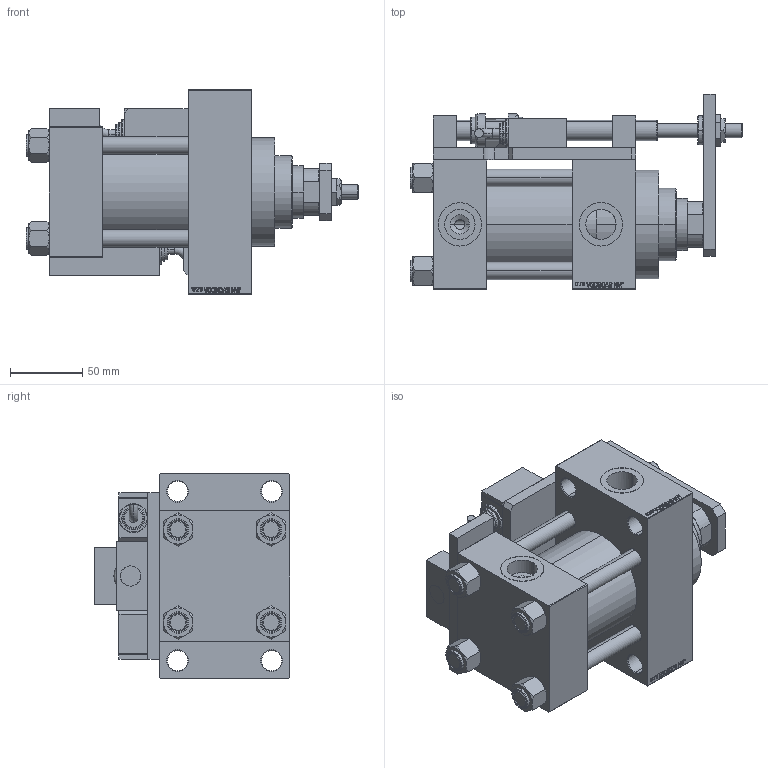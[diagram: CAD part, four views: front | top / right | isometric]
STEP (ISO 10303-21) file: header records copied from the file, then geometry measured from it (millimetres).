
FILE_DESCRIPTION (( 'STEP AP203' ), '1' );
FILE_NAME ('42c5.STEP', '2022-04-16T21:04:07', ( '' ), ( '' ), 'SwSTEP 2.0', 'SolidWorks 2019', '' );
FILE_SCHEMA (( 'CONFIG_CONTROL_DESIGN' ));
Length unit declared in the file: millimetre
Products named in the file (17): V215CD_SWITCH_Q_PODLOZKA_FRONT ca4b738e20f0c1aa70f2257511988259; V215CD_D_TYCINKA ca4b738e20f0c1aa70f2257511988259; V215CD_SWITCH_Q_BLOK ca4b738e20f0c1aa70f2257511988259; V215CD_D_Body ca4b738e20f0c1aa70f2257511988259; V215CD_SWITCH_Q_ZARAZKA ca4b738e20f0c1aa70f2257511988259; V215CD_SWITCH_Q_DIMA ca4b738e20f0c1aa70f2257511988259; Zatka_pro_OIL_PORT ca4b738e20f0c1aa70f2257511988259; V215CD_VC_A ca4b738e20f0c1aa70f2257511988259; V215CD_SWITCH_Q_TYC ca4b738e20f0c1aa70f2257511988259; V215CD_SWITCH_Q_NUT ca4b738e20f0c1aa70f2257511988259; 42c5; V215CD_NUT_M5_D ca4b738e20f0c1aa70f2257511988259; V215CD_VCP_D ca4b738e20f0c1aa70f2257511988259; V215CD_SWITCH_Q_PODLOZKA_BACK ca4b738e20f0c1aa70f2257511988259; V215CD_SWITCH_Q_SWITCH ca4b738e20f0c1aa70f2257511988259; V215CD_SWITCH_Q_NUT10 ca4b738e20f0c1aa70f2257511988259; V215CD_SWITCH_Q_MAGNET ca4b738e20f0c1aa70f2257511988259
Assembly tree (25 placements, depth 2):
  42c5
    V215CD_D_Body ca4b738e20f0c1aa70f2257511988259
    V215CD_VC_A ca4b738e20f0c1aa70f2257511988259
    V215CD_VCP_D ca4b738e20f0c1aa70f2257511988259
    V215CD_D_TYCINKA ca4b738e20f0c1aa70f2257511988259  x4
    V215CD_NUT_M5_D ca4b738e20f0c1aa70f2257511988259  x4
    V215CD_SWITCH_Q_BLOK ca4b738e20f0c1aa70f2257511988259  x2
    V215CD_SWITCH_Q_DIMA ca4b738e20f0c1aa70f2257511988259
    V215CD_SWITCH_Q_MAGNET ca4b738e20f0c1aa70f2257511988259  x2
    V215CD_SWITCH_Q_NUT ca4b738e20f0c1aa70f2257511988259
    V215CD_SWITCH_Q_NUT10 ca4b738e20f0c1aa70f2257511988259
    V215CD_SWITCH_Q_PODLOZKA_BACK ca4b738e20f0c1aa70f2257511988259
    V215CD_SWITCH_Q_PODLOZKA_FRONT ca4b738e20f0c1aa70f2257511988259
    V215CD_SWITCH_Q_SWITCH ca4b738e20f0c1aa70f2257511988259  x2
    V215CD_SWITCH_Q_TYC ca4b738e20f0c1aa70f2257511988259
    V215CD_SWITCH_Q_ZARAZKA ca4b738e20f0c1aa70f2257511988259
    Zatka_pro_OIL_PORT ca4b738e20f0c1aa70f2257511988259
Bounding box: 229.5 x 135 x 142 mm (x, y, z)
Volume: 1371366.7 mm3; surface area: 292455.9 mm2
Topology: 25 solids, 25 shells, 1387 faces, 3397 edges, 2192 vertices
Faces by surface type: plane 644, bspline 368, cone 175, cylinder 164, torus 36
Entity records: 54837 total; most frequent: CARTESIAN_POINT 26549, ORIENTED_EDGE 5962, DIRECTION 4246, EDGE_CURVE 2981, VERTEX_POINT 1944, VECTOR 1756, LINE 1756, EDGE_LOOP 1359
